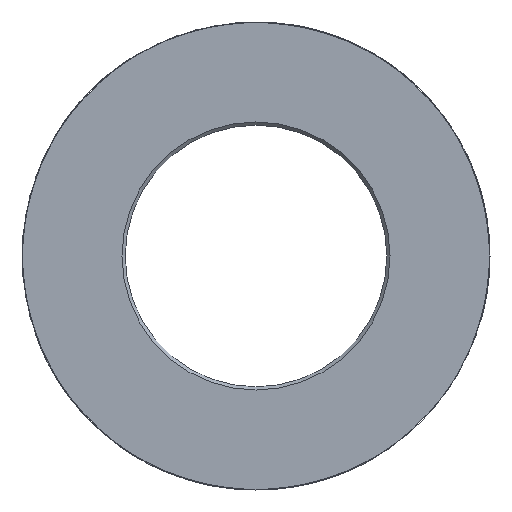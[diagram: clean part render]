
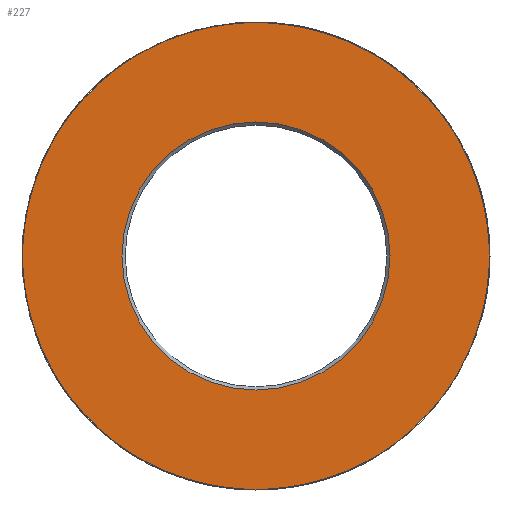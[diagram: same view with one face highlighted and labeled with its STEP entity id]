
A CAD part, left-side view. The second image highlights one B-rep face of the part: STEP entity #227.
In plain terms, the highlighted planar face has unit normal (-1, 0, 0).
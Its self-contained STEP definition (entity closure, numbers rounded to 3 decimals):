
#109=PLANE('',#2700);
#227=ADVANCED_FACE('BCT_REF_58002',(#403,#404),#109,.F.);
#311=CIRCLE('',#2698,12.6);
#312=CIRCLE('',#2699,22.);
#403=FACE_BOUND('',#557,.T.);
#404=FACE_BOUND('',#558,.T.);
#557=EDGE_LOOP('',(#1381));
#558=EDGE_LOOP('',(#1382));
#1381=ORIENTED_EDGE('',*,*,#2221,.T.);
#1382=ORIENTED_EDGE('',*,*,#2222,.T.);
#1808=VERTEX_POINT('',#5718);
#1809=VERTEX_POINT('',#5720);
#2221=EDGE_CURVE('',#1808,#1808,#311,.T.);
#2222=EDGE_CURVE('',#1809,#1809,#312,.T.);
#2698=AXIS2_PLACEMENT_3D('',#5717,#2858,#2859);
#2699=AXIS2_PLACEMENT_3D('',#5719,#2860,#2861);
#2700=AXIS2_PLACEMENT_3D('',#5721,#2862,#2863);
#2858=DIRECTION('',(1.,0.,0.));
#2859=DIRECTION('',(0.,0.,-1.));
#2860=DIRECTION('',(-1.,0.,0.));
#2861=DIRECTION('',(0.,0.,1.));
#2862=DIRECTION('',(1.,0.,0.));
#2863=DIRECTION('',(0.,0.,-1.));
#5717=CARTESIAN_POINT('',(0.,0.,0.));
#5718=CARTESIAN_POINT('',(0.,0.,-12.6));
#5719=CARTESIAN_POINT('',(0.,0.,0.));
#5720=CARTESIAN_POINT('',(0.,0.,22.));
#5721=CARTESIAN_POINT('',(0.,22.,0.));
